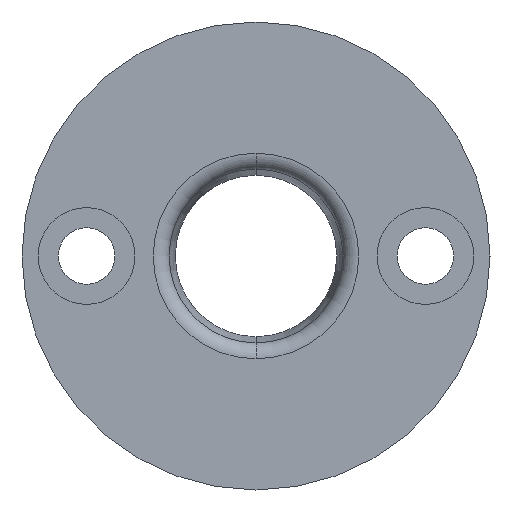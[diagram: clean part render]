
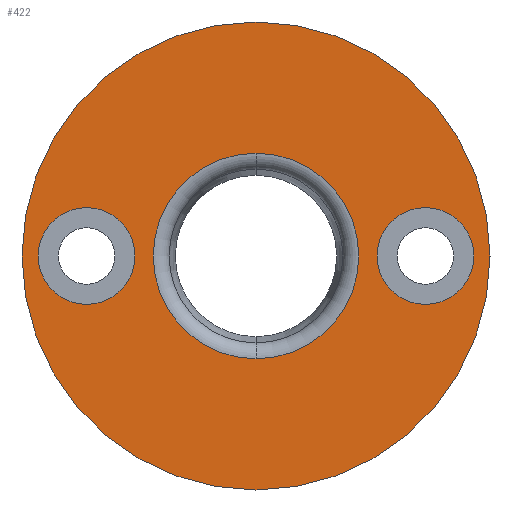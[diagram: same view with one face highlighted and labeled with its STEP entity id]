
A CAD part, left-side view. The second image highlights one B-rep face of the part: STEP entity #422.
In plain terms, the highlighted planar face has unit normal (-1, 0, 0).
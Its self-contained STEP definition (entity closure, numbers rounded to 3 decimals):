
#2 = CARTESIAN_POINT ( 'NONE',  ( -4., -10.5, -3. ) ) ;
#9 = EDGE_CURVE ( 'NONE', #836, #173, #499, .T. ) ;
#17 = DIRECTION ( 'NONE',  ( 0., 0., 1. ) ) ;
#19 = EDGE_CURVE ( 'NONE', #624, #99, #311, .T. ) ;
#37 = DIRECTION ( 'NONE',  ( -1., 0., 0. ) ) ;
#48 = EDGE_LOOP ( 'NONE', ( #502, #743 ) ) ;
#53 = CIRCLE ( 'NONE', #354, 14.5 ) ;
#59 = DIRECTION ( 'NONE',  ( -1., 0., 0. ) ) ;
#63 = DIRECTION ( 'NONE',  ( 1., 0., 0. ) ) ;
#66 = EDGE_LOOP ( 'NONE', ( #801, #272 ) ) ;
#81 = EDGE_CURVE ( 'NONE', #99, #624, #53, .T. ) ;
#83 = CARTESIAN_POINT ( 'NONE',  ( -4., 0., -14.5 ) ) ;
#99 = VERTEX_POINT ( 'NONE', #83 ) ;
#115 = FACE_OUTER_BOUND ( 'NONE', #48, .T. ) ;
#131 = AXIS2_PLACEMENT_3D ( 'NONE', #824, #63, #622 ) ;
#154 = EDGE_CURVE ( 'NONE', #250, #452, #432, .T. ) ;
#160 = DIRECTION ( 'NONE',  ( -1., 0., 0. ) ) ;
#165 = CARTESIAN_POINT ( 'NONE',  ( -4., 0., 6.368 ) ) ;
#173 = VERTEX_POINT ( 'NONE', #165 ) ;
#176 = EDGE_CURVE ( 'NONE', #452, #250, #882, .T. ) ;
#179 = DIRECTION ( 'NONE',  ( -1., 0., 0. ) ) ;
#200 = AXIS2_PLACEMENT_3D ( 'NONE', #861, #37, #725 ) ;
#203 = CARTESIAN_POINT ( 'NONE',  ( -4., 5., 0. ) ) ;
#219 = DIRECTION ( 'NONE',  ( 0., 0., 1. ) ) ;
#250 = VERTEX_POINT ( 'NONE', #298 ) ;
#269 = AXIS2_PLACEMENT_3D ( 'NONE', #477, #343, #415 ) ;
#272 = ORIENTED_EDGE ( 'NONE', *, *, #845, .T. ) ;
#287 = CARTESIAN_POINT ( 'NONE',  ( -4., 0., 0. ) ) ;
#291 = VERTEX_POINT ( 'NONE', #436 ) ;
#298 = CARTESIAN_POINT ( 'NONE',  ( -4., -10.5, 3. ) ) ;
#305 = EDGE_CURVE ( 'NONE', #829, #291, #796, .T. ) ;
#311 = CIRCLE ( 'NONE', #269, 14.5 ) ;
#318 = DIRECTION ( 'NONE',  ( 0., 0., 1. ) ) ;
#343 = DIRECTION ( 'NONE',  ( -1., 0., 0. ) ) ;
#354 = AXIS2_PLACEMENT_3D ( 'NONE', #287, #762, #17 ) ;
#377 = ORIENTED_EDGE ( 'NONE', *, *, #496, .F. ) ;
#387 = DIRECTION ( 'NONE',  ( 0., 0., -1. ) ) ;
#388 = AXIS2_PLACEMENT_3D ( 'NONE', #728, #179, #318 ) ;
#415 = DIRECTION ( 'NONE',  ( 0., 0., 1. ) ) ;
#422 = ADVANCED_FACE ( 'NONE', ( #555, #737, #546, #115 ), #487, .F. ) ;
#432 = CIRCLE ( 'NONE', #388, 3. ) ;
#436 = CARTESIAN_POINT ( 'NONE',  ( -4., 10.5, -3. ) ) ;
#441 = AXIS2_PLACEMENT_3D ( 'NONE', #203, #619, #748 ) ;
#452 = VERTEX_POINT ( 'NONE', #2 ) ;
#454 = CIRCLE ( 'NONE', #557, 3. ) ;
#474 = CARTESIAN_POINT ( 'NONE',  ( -4., 10.5, 3. ) ) ;
#477 = CARTESIAN_POINT ( 'NONE',  ( -4., 0., 0. ) ) ;
#487 = PLANE ( 'NONE',  #441 ) ;
#496 = EDGE_CURVE ( 'NONE', #291, #829, #454, .T. ) ;
#499 = CIRCLE ( 'NONE', #131, 6.368 ) ;
#502 = ORIENTED_EDGE ( 'NONE', *, *, #19, .T. ) ;
#504 = ORIENTED_EDGE ( 'NONE', *, *, #154, .F. ) ;
#523 = EDGE_LOOP ( 'NONE', ( #850, #377 ) ) ;
#544 = AXIS2_PLACEMENT_3D ( 'NONE', #665, #729, #387 ) ;
#546 = FACE_BOUND ( 'NONE', #66, .T. ) ;
#547 = CARTESIAN_POINT ( 'NONE',  ( -4., 10.5, 0. ) ) ;
#555 = FACE_BOUND ( 'NONE', #523, .T. ) ;
#557 = AXIS2_PLACEMENT_3D ( 'NONE', #547, #59, #752 ) ;
#576 = CARTESIAN_POINT ( 'NONE',  ( -4., 10.5, 0. ) ) ;
#593 = CARTESIAN_POINT ( 'NONE',  ( -4., 0., 14.5 ) ) ;
#613 = CARTESIAN_POINT ( 'NONE',  ( -4., 0., -6.368 ) ) ;
#619 = DIRECTION ( 'NONE',  ( 1., 0., 0. ) ) ;
#622 = DIRECTION ( 'NONE',  ( 0., 0., -1. ) ) ;
#624 = VERTEX_POINT ( 'NONE', #593 ) ;
#664 = ORIENTED_EDGE ( 'NONE', *, *, #176, .F. ) ;
#665 = CARTESIAN_POINT ( 'NONE',  ( -4., 0., 0. ) ) ;
#670 = AXIS2_PLACEMENT_3D ( 'NONE', #576, #160, #219 ) ;
#725 = DIRECTION ( 'NONE',  ( 0., 0., 1. ) ) ;
#728 = CARTESIAN_POINT ( 'NONE',  ( -4., -10.5, 0. ) ) ;
#729 = DIRECTION ( 'NONE',  ( 1., 0., 0. ) ) ;
#737 = FACE_BOUND ( 'NONE', #800, .T. ) ;
#743 = ORIENTED_EDGE ( 'NONE', *, *, #81, .T. ) ;
#748 = DIRECTION ( 'NONE',  ( 0., 0., -1. ) ) ;
#752 = DIRECTION ( 'NONE',  ( 0., 0., 1. ) ) ;
#762 = DIRECTION ( 'NONE',  ( -1., 0., 0. ) ) ;
#796 = CIRCLE ( 'NONE', #670, 3. ) ;
#800 = EDGE_LOOP ( 'NONE', ( #504, #664 ) ) ;
#801 = ORIENTED_EDGE ( 'NONE', *, *, #9, .T. ) ;
#824 = CARTESIAN_POINT ( 'NONE',  ( -4., 0., 0. ) ) ;
#829 = VERTEX_POINT ( 'NONE', #474 ) ;
#836 = VERTEX_POINT ( 'NONE', #613 ) ;
#839 = CIRCLE ( 'NONE', #544, 6.368 ) ;
#845 = EDGE_CURVE ( 'NONE', #173, #836, #839, .T. ) ;
#850 = ORIENTED_EDGE ( 'NONE', *, *, #305, .F. ) ;
#861 = CARTESIAN_POINT ( 'NONE',  ( -4., -10.5, 0. ) ) ;
#882 = CIRCLE ( 'NONE', #200, 3. ) ;
